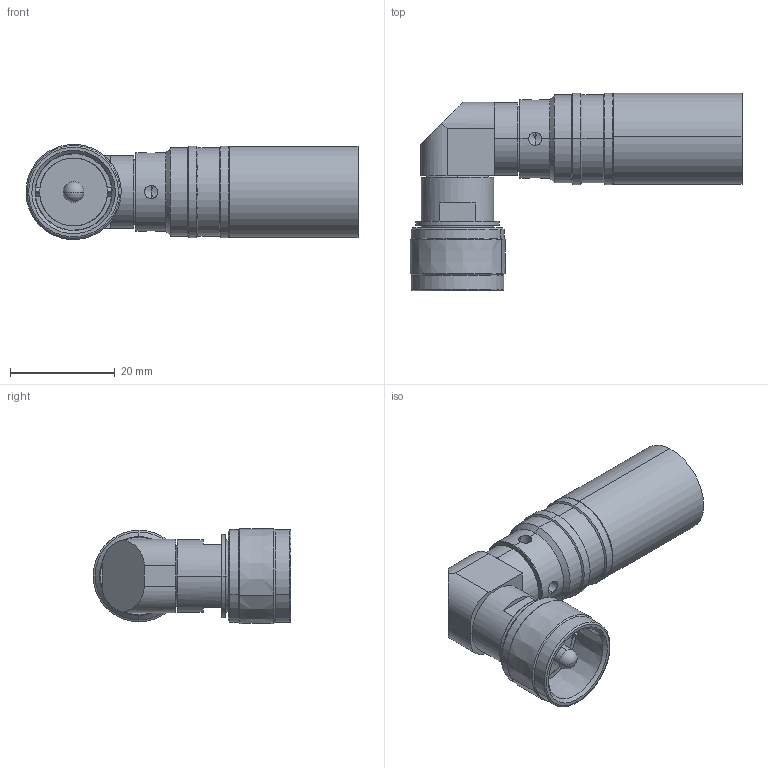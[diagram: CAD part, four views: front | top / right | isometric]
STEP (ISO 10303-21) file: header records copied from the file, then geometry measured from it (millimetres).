
FILE_DESCRIPTION (( 'STEP AP214' ), '1' );
FILE_NAME ('3190-8037(EZ-600-UM-RA-X)_SD.STEP', '2020-11-10T04:54:52', ( '' ), ( '' ), 'SwSTEP 2.0', 'SolidWorks 2018', '' );
FILE_SCHEMA (( 'AUTOMOTIVE_DESIGN' ));
Length unit declared in the file: millimetre
Products named in the file (7): 3192-6038_SD; 3192-6042_SD; Combination ^3192-6042; 3192-6034_SD; SD^3192-6034; SD^3192-6038; 3190-8037(EZ-600-UM-RA-X)_SD
Assembly tree (6 placements, depth 3):
  3190-8037(EZ-600-UM-RA-X)_SD
    3192-6038_SD
      SD^3192-6038
    3192-6034_SD
      SD^3192-6034
    3192-6042_SD
      Combination ^3192-6042
Bounding box: 63.38 x 37.75 x 18.15 mm (x, y, z)
Volume: 13418.7 mm3; surface area: 8278.2 mm2
Topology: 4 solids, 5 shells, 159 faces, 351 edges, 209 vertices
Faces by surface type: cylinder 54, cone 50, plane 43, torus 10, sphere 2
Entity records: 4702 total; most frequent: CARTESIAN_POINT 927, DIRECTION 837, ORIENTED_EDGE 682, AXIS2_PLACEMENT_3D 351, EDGE_CURVE 341, VERTEX_POINT 209, EDGE_LOOP 180, CIRCLE 180
